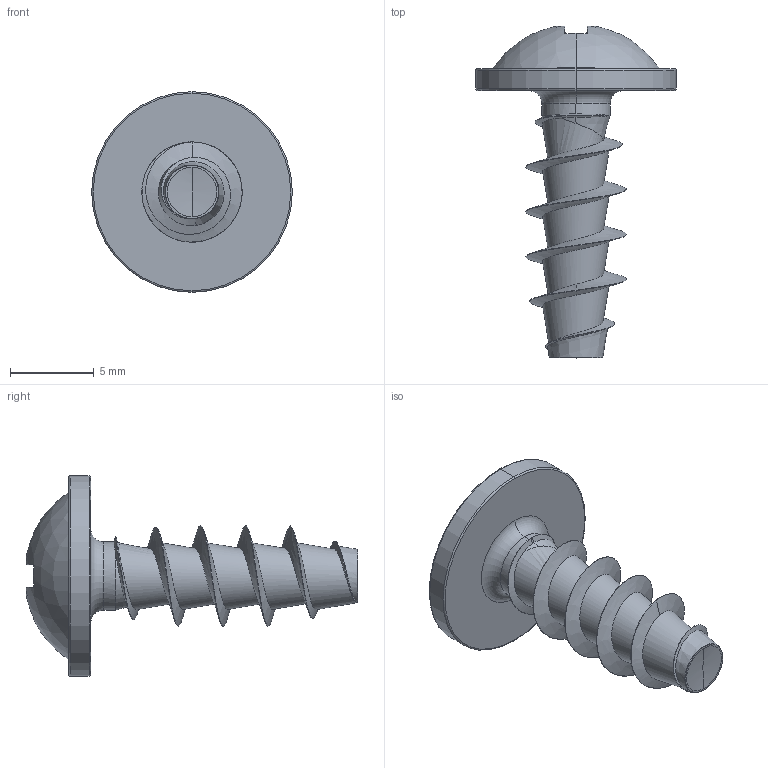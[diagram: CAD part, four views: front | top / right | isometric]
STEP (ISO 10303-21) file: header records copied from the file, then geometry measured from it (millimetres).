
FILE_DESCRIPTION (( 'STEP AP203' ), '1' );
FILE_NAME ('STP21A0600160.STEP', '2017-11-16T18:10:52', ( '' ), ( '' ), 'SwSTEP 2.0', 'SolidWorks 2015', '' );
FILE_SCHEMA (( 'CONFIG_CONTROL_DESIGN' ));
Length unit declared in the file: millimetre
Products named in the file (1): STP21A0600160
Bounding box: 12 x 19.86 x 12 mm (x, y, z)
Volume: 432.7 mm3; surface area: 631.3 mm2
Topology: 1 solids, 1 shells, 168 faces, 391 edges, 226 vertices
Faces by surface type: bspline 52, plane 31, torus 30, cylinder 25, sphere 20, cone 10
Entity records: 14477 total; most frequent: CARTESIAN_POINT 10960, ORIENTED_EDGE 778, DIRECTION 673, EDGE_CURVE 389, AXIS2_PLACEMENT_3D 301, VERTEX_POINT 226, CIRCLE 184, EDGE_LOOP 171
